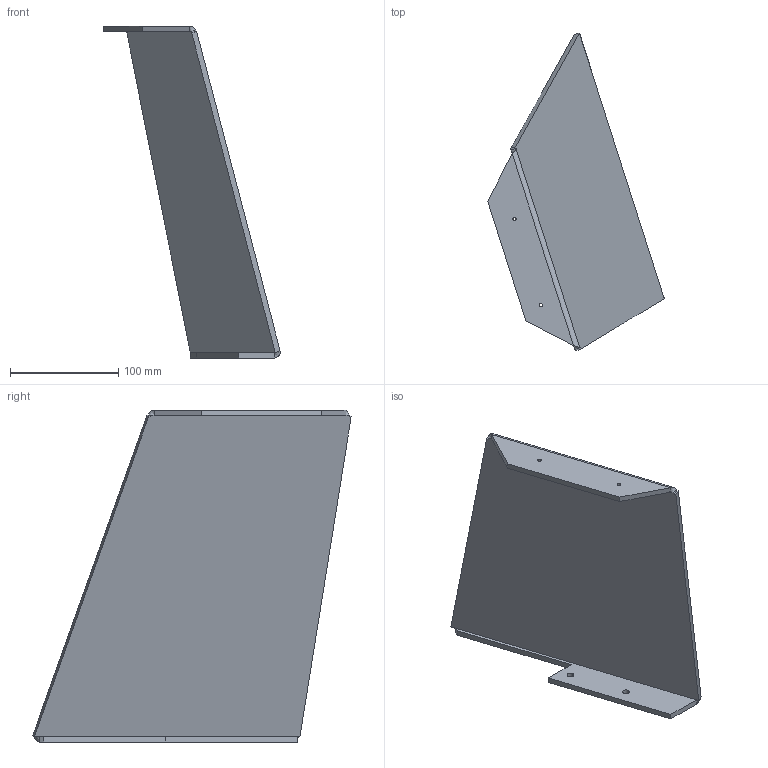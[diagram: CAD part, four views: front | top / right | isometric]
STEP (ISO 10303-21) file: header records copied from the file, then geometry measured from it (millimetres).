
FILE_DESCRIPTION((''),'2;1');
FILE_NAME('CP5','2017-05-22T',('salasloc'),(''),'CREO PARAMETRIC BY PTC INC, 2015080','CREO PARAMETRIC BY PTC INC, 2015080','');
FILE_SCHEMA(('CONFIG_CONTROL_DESIGN'));
Length unit declared in the file: millimetre
Products named in the file (1): CP5
Bounding box: 162.85 x 293.63 x 306.28 mm (x, y, z)
Volume: 406649 mm3; surface area: 168857.7 mm2
Topology: 1 solids, 1 shells, 34 faces, 84 edges, 52 vertices
Faces by surface type: plane 20, cylinder 10, bspline 4
Entity records: 1212 total; most frequent: CARTESIAN_POINT 360, ORIENTED_EDGE 168, DIRECTION 156, EDGE_CURVE 84, VECTOR 64, LINE 64, VERTEX_POINT 52, AXIS2_PLACEMENT_3D 46
